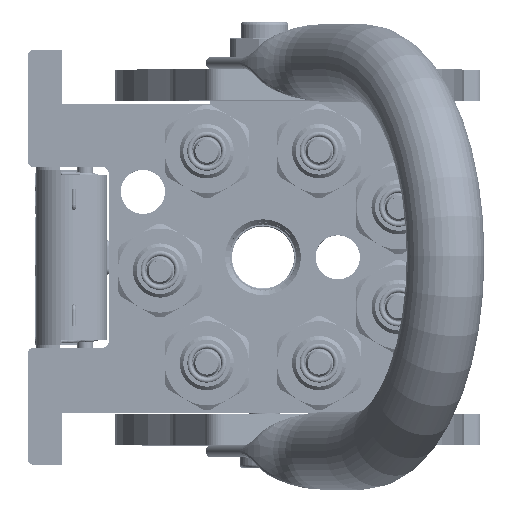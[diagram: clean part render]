
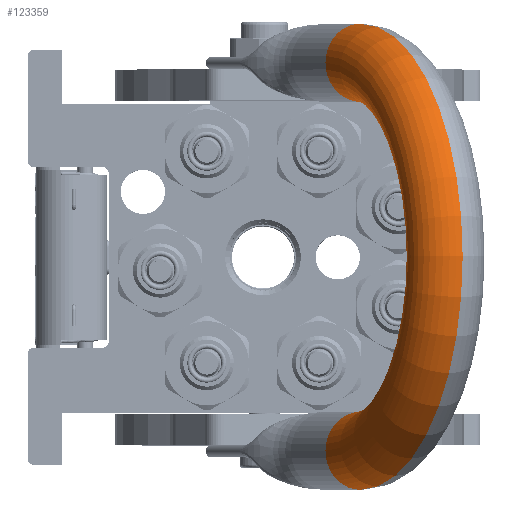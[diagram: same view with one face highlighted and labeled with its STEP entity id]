
A CAD part, top view. The second image highlights one B-rep face of the part: STEP entity #123359.
In plain terms, the highlighted toroidal (fillet/blend) face has major radius 62.25 mm and minor radius 12.5 mm.
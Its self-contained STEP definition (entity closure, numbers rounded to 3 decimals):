
#4460 = EDGE_CURVE ( 'NONE', #7270, #123054, #64407, .T. ) ;
#4871 = DIRECTION ( 'NONE',  ( -1., 0., 0. ) ) ;
#4988 = DIRECTION ( 'NONE',  ( 0., 1., 0. ) ) ;
#6584 = ORIENTED_EDGE ( 'NONE', *, *, #76683, .T. ) ;
#7270 = VERTEX_POINT ( 'NONE', #107707 ) ;
#10084 = ORIENTED_EDGE ( 'NONE', *, *, #18847, .T. ) ;
#10114 = DIRECTION ( 'NONE',  ( 0., 1., 0. ) ) ;
#15473 = CARTESIAN_POINT ( 'NONE',  ( 0., 0., 25.25 ) ) ;
#18650 = AXIS2_PLACEMENT_3D ( 'NONE', #84769, #34171, #34585 ) ;
#18847 = EDGE_CURVE ( 'NONE', #7270, #52811, #107911, .T. ) ;
#28960 = DIRECTION ( 'NONE',  ( -1., 0., 0. ) ) ;
#29111 = DIRECTION ( 'NONE',  ( 0., 0., -1. ) ) ;
#34171 = DIRECTION ( 'NONE',  ( 0., 0., 1. ) ) ;
#34297 = AXIS2_PLACEMENT_3D ( 'NONE', #129302, #10114, #28960 ) ;
#34420 = ORIENTED_EDGE ( 'NONE', *, *, #4460, .F. ) ;
#34470 = TOROIDAL_SURFACE ( 'NONE', #89436, 62.25, 12.5 ) ;
#34585 = DIRECTION ( 'NONE',  ( -1., 0., 0. ) ) ;
#34728 = DIRECTION ( 'NONE',  ( 1., 0., 0. ) ) ;
#35493 = DIRECTION ( 'NONE',  ( 0., 1., 0. ) ) ;
#40020 = CARTESIAN_POINT ( 'NONE',  ( 49.75, 0., 25.25 ) ) ;
#43553 = AXIS2_PLACEMENT_3D ( 'NONE', #125328, #35493, #4871 ) ;
#52811 = VERTEX_POINT ( 'NONE', #77415 ) ;
#55160 = CIRCLE ( 'NONE', #34297, 49.75 ) ;
#57109 = ORIENTED_EDGE ( 'NONE', *, *, #112272, .F. ) ;
#62565 = CIRCLE ( 'NONE', #95355, 12.5 ) ;
#64407 = CIRCLE ( 'NONE', #43553, 74.75 ) ;
#76683 = EDGE_CURVE ( 'NONE', #52811, #99751, #55160, .T. ) ;
#77415 = CARTESIAN_POINT ( 'NONE',  ( -49.75, 0., 25.25 ) ) ;
#84769 = CARTESIAN_POINT ( 'NONE',  ( -62.25, 0., 25.25 ) ) ;
#89436 = AXIS2_PLACEMENT_3D ( 'NONE', #15473, #4988, #34728 ) ;
#95355 = AXIS2_PLACEMENT_3D ( 'NONE', #129016, #29111, #129452 ) ;
#98436 = FACE_OUTER_BOUND ( 'NONE', #114888, .T. ) ;
#99751 = VERTEX_POINT ( 'NONE', #40020 ) ;
#107707 = CARTESIAN_POINT ( 'NONE',  ( -74.75, 0., 25.25 ) ) ;
#107911 = CIRCLE ( 'NONE', #18650, 12.5 ) ;
#112272 = EDGE_CURVE ( 'NONE', #123054, #99751, #62565, .T. ) ;
#114888 = EDGE_LOOP ( 'NONE', ( #6584, #57109, #34420, #10084 ) ) ;
#123054 = VERTEX_POINT ( 'NONE', #127615 ) ;
#123359 = ADVANCED_FACE ( 'NONE', ( #98436 ), #34470, .T. ) ;
#125328 = CARTESIAN_POINT ( 'NONE',  ( 0., 0., 25.25 ) ) ;
#127615 = CARTESIAN_POINT ( 'NONE',  ( 74.75, 0., 25.25 ) ) ;
#129016 = CARTESIAN_POINT ( 'NONE',  ( 62.25, 0., 25.25 ) ) ;
#129302 = CARTESIAN_POINT ( 'NONE',  ( 0., 0., 25.25 ) ) ;
#129452 = DIRECTION ( 'NONE',  ( 1., 0., 0. ) ) ;
